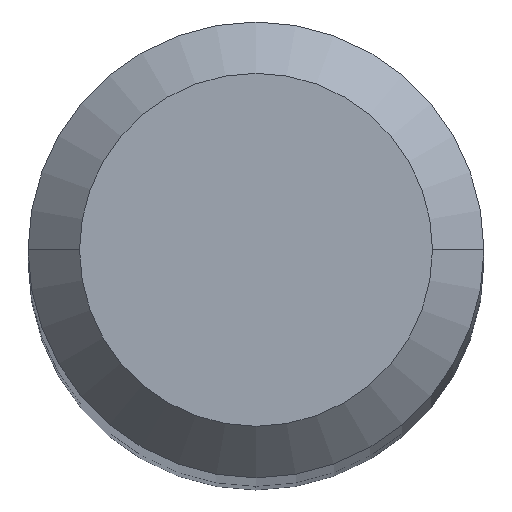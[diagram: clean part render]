
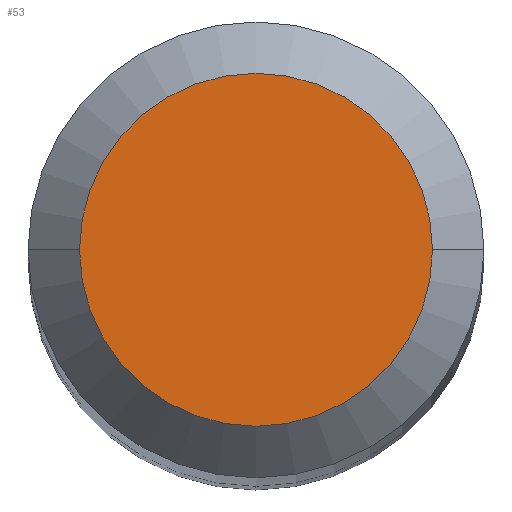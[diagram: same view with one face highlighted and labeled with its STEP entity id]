
A CAD part, top view. The second image highlights one B-rep face of the part: STEP entity #53.
In plain terms, the highlighted planar face has unit normal (0, 0, 1).
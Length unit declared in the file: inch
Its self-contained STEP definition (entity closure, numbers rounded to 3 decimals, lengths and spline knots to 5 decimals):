
#46 = CARTESIAN_POINT ( 'NONE',  ( 0.0686, 0., 0. ) ) ;
#49 = CARTESIAN_POINT ( 'NONE',  ( -0.0686, 0., 0. ) ) ;
#53 = ADVANCED_FACE ( 'NONE', ( #90 ), #216, .F. ) ;
#55 = AXIS2_PLACEMENT_3D ( 'NONE', #176, #205, #269 ) ;
#64 = DIRECTION ( 'NONE',  ( 0., 0., -1. ) ) ;
#83 = AXIS2_PLACEMENT_3D ( 'NONE', #373, #200, #323 ) ;
#89 = VERTEX_POINT ( 'NONE', #46 ) ;
#90 = FACE_OUTER_BOUND ( 'NONE', #161, .T. ) ;
#105 = CIRCLE ( 'NONE', #55, 0.0686 ) ;
#146 = CIRCLE ( 'NONE', #83, 0.0686 ) ;
#161 = EDGE_LOOP ( 'NONE', ( #253, #388 ) ) ;
#176 = CARTESIAN_POINT ( 'NONE',  ( 0., 0., 0. ) ) ;
#188 = EDGE_CURVE ( 'NONE', #348, #89, #146, .T. ) ;
#200 = DIRECTION ( 'NONE',  ( 0., 0., 1. ) ) ;
#205 = DIRECTION ( 'NONE',  ( 0., 0., 1. ) ) ;
#216 = PLANE ( 'NONE',  #270 ) ;
#253 = ORIENTED_EDGE ( 'NONE', *, *, #188, .T. ) ;
#269 = DIRECTION ( 'NONE',  ( 1., 0., 0. ) ) ;
#270 = AXIS2_PLACEMENT_3D ( 'NONE', #343, #64, #303 ) ;
#298 = EDGE_CURVE ( 'NONE', #89, #348, #105, .T. ) ;
#303 = DIRECTION ( 'NONE',  ( -1., 0., 0. ) ) ;
#323 = DIRECTION ( 'NONE',  ( 1., 0., 0. ) ) ;
#343 = CARTESIAN_POINT ( 'NONE',  ( 0., 0., 0. ) ) ;
#348 = VERTEX_POINT ( 'NONE', #49 ) ;
#373 = CARTESIAN_POINT ( 'NONE',  ( 0., 0., 0. ) ) ;
#388 = ORIENTED_EDGE ( 'NONE', *, *, #298, .T. ) ;
